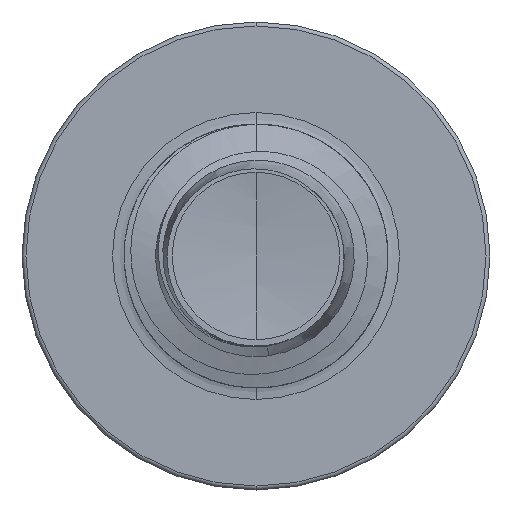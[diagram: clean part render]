
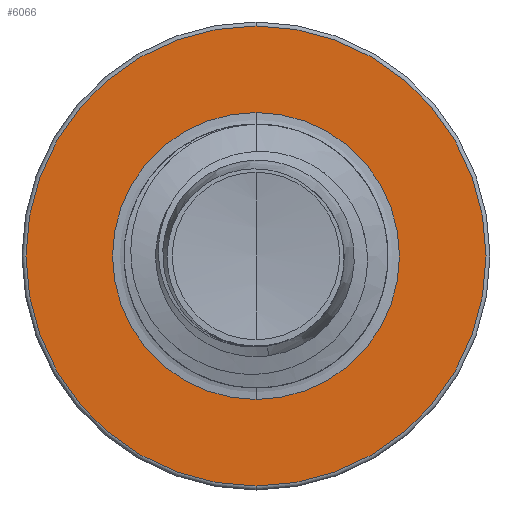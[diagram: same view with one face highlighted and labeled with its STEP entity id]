
A CAD part, front view. The second image highlights one B-rep face of the part: STEP entity #6066.
In plain terms, the highlighted planar face has unit normal (0, -1, 0).
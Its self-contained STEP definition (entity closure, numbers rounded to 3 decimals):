
#2553 = DIRECTION ( 'NONE',  ( 0., 1., 0. ) ) ;
#2840 = CARTESIAN_POINT ( 'NONE',  ( 0., 5.5, 0. ) ) ;
#3544 = AXIS2_PLACEMENT_3D ( 'NONE', #8236, #20073, #10062 ) ;
#3603 = CARTESIAN_POINT ( 'NONE',  ( 0., 5.5, -1.196 ) ) ;
#4091 = CARTESIAN_POINT ( 'NONE',  ( 0., 5.5, 0. ) ) ;
#4791 = DIRECTION ( 'NONE',  ( 0., 0., 1. ) ) ;
#5189 = CARTESIAN_POINT ( 'NONE',  ( 0., 5.5, 1.196 ) ) ;
#5907 = DIRECTION ( 'NONE',  ( 0., 0., 1. ) ) ;
#6066 = ADVANCED_FACE ( 'NONE', ( #6945, #11782 ), #10339, .F. ) ;
#6945 = FACE_OUTER_BOUND ( 'NONE', #18170, .T. ) ;
#8236 = CARTESIAN_POINT ( 'NONE',  ( 0., 5.5, 0. ) ) ;
#8367 = CARTESIAN_POINT ( 'NONE',  ( 0., 5.5, 1.917 ) ) ;
#9491 = EDGE_CURVE ( 'NONE', #21057, #15598, #19124, .T. ) ;
#9875 = CARTESIAN_POINT ( 'NONE',  ( 0., 5.5, -1.917 ) ) ;
#9876 = DIRECTION ( 'NONE',  ( 0., 0., 1. ) ) ;
#9908 = DIRECTION ( 'NONE',  ( 0., 1., 0. ) ) ;
#10062 = DIRECTION ( 'NONE',  ( 0., 0., 1. ) ) ;
#10117 = CARTESIAN_POINT ( 'NONE',  ( 0., 5.5, -1.196 ) ) ;
#10235 = CIRCLE ( 'NONE', #18863, 1.196 ) ;
#10339 = PLANE ( 'NONE',  #20253 ) ;
#11165 = CIRCLE ( 'NONE', #20043, 1.917 ) ;
#11277 = VERTEX_POINT ( 'NONE', #3603 ) ;
#11782 = FACE_BOUND ( 'NONE', #20512, .T. ) ;
#11915 = EDGE_CURVE ( 'NONE', #18466, #11277, #12291, .T. ) ;
#12083 = EDGE_CURVE ( 'NONE', #15598, #21057, #11165, .T. ) ;
#12291 = CIRCLE ( 'NONE', #17017, 1.196 ) ;
#13471 = ORIENTED_EDGE ( 'NONE', *, *, #9491, .F. ) ;
#13554 = CARTESIAN_POINT ( 'NONE',  ( 0., 5.5, 0. ) ) ;
#15244 = ORIENTED_EDGE ( 'NONE', *, *, #12083, .F. ) ;
#15325 = DIRECTION ( 'NONE',  ( 0., 0., 1. ) ) ;
#15542 = DIRECTION ( 'NONE',  ( 0., 1., 0. ) ) ;
#15598 = VERTEX_POINT ( 'NONE', #8367 ) ;
#16578 = DIRECTION ( 'NONE',  ( 0., 1., 0. ) ) ;
#17017 = AXIS2_PLACEMENT_3D ( 'NONE', #13554, #2553, #15325 ) ;
#17964 = ORIENTED_EDGE ( 'NONE', *, *, #11915, .T. ) ;
#18170 = EDGE_LOOP ( 'NONE', ( #15244, #13471 ) ) ;
#18466 = VERTEX_POINT ( 'NONE', #5189 ) ;
#18863 = AXIS2_PLACEMENT_3D ( 'NONE', #4091, #16578, #5907 ) ;
#19124 = CIRCLE ( 'NONE', #3544, 1.917 ) ;
#20043 = AXIS2_PLACEMENT_3D ( 'NONE', #2840, #15542, #4791 ) ;
#20073 = DIRECTION ( 'NONE',  ( 0., 1., 0. ) ) ;
#20253 = AXIS2_PLACEMENT_3D ( 'NONE', #10117, #9908, #9876 ) ;
#20512 = EDGE_LOOP ( 'NONE', ( #17964, #21747 ) ) ;
#21057 = VERTEX_POINT ( 'NONE', #9875 ) ;
#21747 = ORIENTED_EDGE ( 'NONE', *, *, #21802, .T. ) ;
#21802 = EDGE_CURVE ( 'NONE', #11277, #18466, #10235, .T. ) ;
